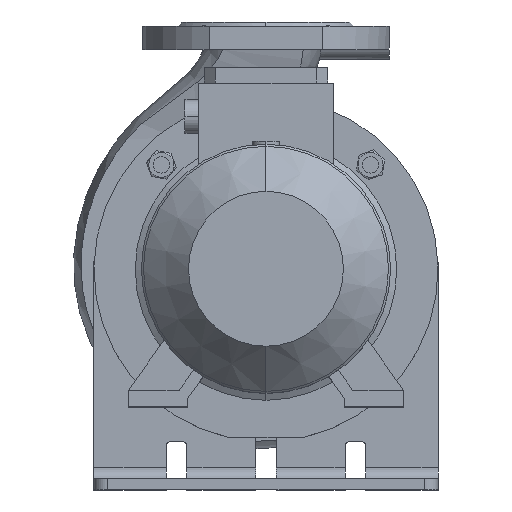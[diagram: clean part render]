
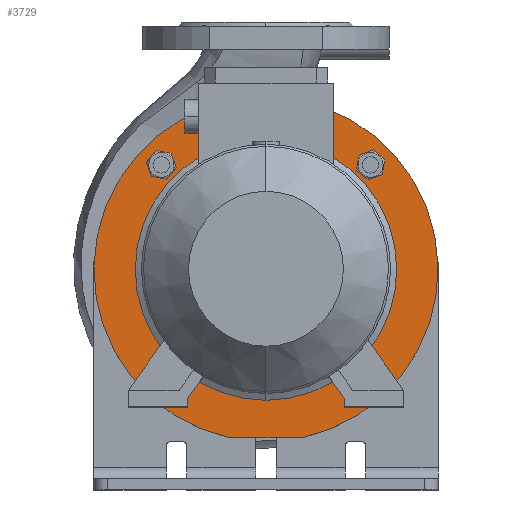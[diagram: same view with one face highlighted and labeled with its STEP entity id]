
A CAD part, top view. The second image highlights one B-rep face of the part: STEP entity #3729.
In plain terms, the highlighted planar face has unit normal (0, 0, 1).
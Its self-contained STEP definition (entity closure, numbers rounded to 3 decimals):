
#244 = DIRECTION ( 'NONE',  ( 0., -1., 0. ) ) ;
#433 = CARTESIAN_POINT ( 'NONE',  ( -76.014, -76.014, 176. ) ) ;
#651 = CARTESIAN_POINT ( 'NONE',  ( -125., -122., 176. ) ) ;
#790 = VERTEX_POINT ( 'NONE', #18661 ) ;
#1393 = DIRECTION ( 'NONE',  ( 0., 0., -1. ) ) ;
#1929 = VERTEX_POINT ( 'NONE', #50821 ) ;
#2057 = AXIS2_PLACEMENT_3D ( 'NONE', #14671, #22193, #52049 ) ;
#2089 = CARTESIAN_POINT ( 'NONE',  ( 76.014, 76.014, 176. ) ) ;
#2668 = FACE_BOUND ( 'NONE', #36291, .T. ) ;
#2823 = DIRECTION ( 'NONE',  ( 0., -1., 0. ) ) ;
#2970 = CARTESIAN_POINT ( 'NONE',  ( 76.014, -76.014, 176. ) ) ;
#3336 = VERTEX_POINT ( 'NONE', #18121 ) ;
#3729 = ADVANCED_FACE ( 'NONE', ( #2668, #46437, #51789, #16457, #23742, #5288 ), #6139, .T. ) ;
#3875 = CIRCLE ( 'NONE', #33074, 125. ) ;
#5201 = CIRCLE ( 'NONE', #2057, 9.025 ) ;
#5288 = FACE_BOUND ( 'NONE', #31418, .T. ) ;
#5878 = VERTEX_POINT ( 'NONE', #8111 ) ;
#6139 = PLANE ( 'NONE',  #43215 ) ;
#7364 = CIRCLE ( 'NONE', #34231, 9.025 ) ;
#7928 = EDGE_CURVE ( 'NONE', #22222, #1929, #23726, .T. ) ;
#8111 = CARTESIAN_POINT ( 'NONE',  ( 27.221, -122., 176. ) ) ;
#8372 = ORIENTED_EDGE ( 'NONE', *, *, #11385, .T. ) ;
#8784 = CARTESIAN_POINT ( 'NONE',  ( 0., 0., 176. ) ) ;
#8803 = CIRCLE ( 'NONE', #54082, 9.025 ) ;
#9323 = CIRCLE ( 'NONE', #12922, 9.025 ) ;
#9444 = DIRECTION ( 'NONE',  ( 0., 0., -1. ) ) ;
#9829 = DIRECTION ( 'NONE',  ( 0., -1., 0. ) ) ;
#9839 = ORIENTED_EDGE ( 'NONE', *, *, #36877, .T. ) ;
#10093 = AXIS2_PLACEMENT_3D ( 'NONE', #51976, #9444, #13662 ) ;
#10362 = CARTESIAN_POINT ( 'NONE',  ( 0., 0., 176. ) ) ;
#10910 = DIRECTION ( 'NONE',  ( 0., 0., -1. ) ) ;
#11385 = EDGE_CURVE ( 'NONE', #35717, #40343, #44142, .T. ) ;
#12101 = VERTEX_POINT ( 'NONE', #37791 ) ;
#12557 = EDGE_LOOP ( 'NONE', ( #41469, #9839 ) ) ;
#12922 = AXIS2_PLACEMENT_3D ( 'NONE', #2970, #37618, #29028 ) ;
#13662 = DIRECTION ( 'NONE',  ( 0., -1., 0. ) ) ;
#14006 = AXIS2_PLACEMENT_3D ( 'NONE', #10362, #44329, #14412 ) ;
#14322 = DIRECTION ( 'NONE',  ( 0., 0., -1. ) ) ;
#14412 = DIRECTION ( 'NONE',  ( 0., 1., 0. ) ) ;
#14671 = CARTESIAN_POINT ( 'NONE',  ( 76.014, -76.014, 176. ) ) ;
#14931 = CARTESIAN_POINT ( 'NONE',  ( 77.581, 84.902, 176. ) ) ;
#16030 = EDGE_CURVE ( 'NONE', #35863, #5878, #46004, .T. ) ;
#16457 = FACE_BOUND ( 'NONE', #12557, .T. ) ;
#16489 = EDGE_CURVE ( 'NONE', #50848, #3336, #7364, .T. ) ;
#16688 = EDGE_CURVE ( 'NONE', #21848, #790, #9323, .T. ) ;
#17381 = DIRECTION ( 'NONE',  ( 0., 1., 0. ) ) ;
#17631 = CARTESIAN_POINT ( 'NONE',  ( -76.014, 76.014, 176. ) ) ;
#18121 = CARTESIAN_POINT ( 'NONE',  ( -74.447, -67.126, 176. ) ) ;
#18548 = DIRECTION ( 'NONE',  ( 0., 0., -1. ) ) ;
#18661 = CARTESIAN_POINT ( 'NONE',  ( 67.126, -74.447, 176. ) ) ;
#18674 = EDGE_CURVE ( 'NONE', #44359, #5878, #3875, .T. ) ;
#19259 = ORIENTED_EDGE ( 'NONE', *, *, #20449, .T. ) ;
#20449 = EDGE_CURVE ( 'NONE', #3336, #50848, #8803, .T. ) ;
#21102 = ORIENTED_EDGE ( 'NONE', *, *, #41705, .T. ) ;
#21563 = CARTESIAN_POINT ( 'NONE',  ( 0., 95., 176. ) ) ;
#21848 = VERTEX_POINT ( 'NONE', #49215 ) ;
#22193 = DIRECTION ( 'NONE',  ( 0., 0., -1. ) ) ;
#22222 = VERTEX_POINT ( 'NONE', #21563 ) ;
#22799 = DIRECTION ( 'NONE',  ( 0., 1., 0. ) ) ;
#23122 = DIRECTION ( 'NONE',  ( 0., -1., 0. ) ) ;
#23726 = CIRCLE ( 'NONE', #14006, 95. ) ;
#23742 = FACE_OUTER_BOUND ( 'NONE', #39822, .T. ) ;
#25058 = AXIS2_PLACEMENT_3D ( 'NONE', #2089, #10910, #2823 ) ;
#25317 = VECTOR ( 'NONE', #46807, 1000. ) ;
#25321 = CIRCLE ( 'NONE', #10093, 9.025 ) ;
#25522 = CARTESIAN_POINT ( 'NONE',  ( 76.014, 76.014, 176. ) ) ;
#27026 = DIRECTION ( 'NONE',  ( 0., 0., 1. ) ) ;
#29028 = DIRECTION ( 'NONE',  ( 0., -1., 0. ) ) ;
#29139 = EDGE_CURVE ( 'NONE', #1929, #22222, #35556, .T. ) ;
#29444 = DIRECTION ( 'NONE',  ( 0., 0., -1. ) ) ;
#29626 = CARTESIAN_POINT ( 'NONE',  ( 74.447, 67.126, 176. ) ) ;
#29771 = EDGE_CURVE ( 'NONE', #35863, #44359, #45335, .T. ) ;
#29997 = DIRECTION ( 'NONE',  ( 0., 0., -1. ) ) ;
#31418 = EDGE_LOOP ( 'NONE', ( #53710, #38146 ) ) ;
#32378 = ORIENTED_EDGE ( 'NONE', *, *, #18674, .F. ) ;
#32824 = VERTEX_POINT ( 'NONE', #42467 ) ;
#33074 = AXIS2_PLACEMENT_3D ( 'NONE', #35535, #14322, #22799 ) ;
#33564 = EDGE_LOOP ( 'NONE', ( #21102, #50528 ) ) ;
#33615 = DIRECTION ( 'NONE',  ( 0., 0., -1. ) ) ;
#34038 = CIRCLE ( 'NONE', #38202, 9.025 ) ;
#34231 = AXIS2_PLACEMENT_3D ( 'NONE', #36034, #1393, #23122 ) ;
#35535 = CARTESIAN_POINT ( 'NONE',  ( 0., 0., 176. ) ) ;
#35556 = CIRCLE ( 'NONE', #50486, 95. ) ;
#35717 = VERTEX_POINT ( 'NONE', #14931 ) ;
#35863 = VERTEX_POINT ( 'NONE', #37786 ) ;
#36034 = CARTESIAN_POINT ( 'NONE',  ( -76.014, -76.014, 176. ) ) ;
#36291 = EDGE_LOOP ( 'NONE', ( #37089, #8372 ) ) ;
#36877 = EDGE_CURVE ( 'NONE', #12101, #32824, #25321, .T. ) ;
#37089 = ORIENTED_EDGE ( 'NONE', *, *, #42437, .T. ) ;
#37618 = DIRECTION ( 'NONE',  ( 0., 0., -1. ) ) ;
#37786 = CARTESIAN_POINT ( 'NONE',  ( -27.221, -122., 176. ) ) ;
#37791 = CARTESIAN_POINT ( 'NONE',  ( -84.902, 77.581, 176. ) ) ;
#37857 = CARTESIAN_POINT ( 'NONE',  ( 0., 0., 176. ) ) ;
#37903 = ORIENTED_EDGE ( 'NONE', *, *, #16489, .T. ) ;
#38016 = ORIENTED_EDGE ( 'NONE', *, *, #29771, .F. ) ;
#38146 = ORIENTED_EDGE ( 'NONE', *, *, #29139, .T. ) ;
#38202 = AXIS2_PLACEMENT_3D ( 'NONE', #17631, #18548, #43531 ) ;
#39822 = EDGE_LOOP ( 'NONE', ( #54441, #32378, #38016 ) ) ;
#39944 = CARTESIAN_POINT ( 'NONE',  ( -77.581, -84.902, 176. ) ) ;
#40343 = VERTEX_POINT ( 'NONE', #29626 ) ;
#40986 = CARTESIAN_POINT ( 'NONE',  ( 0., 125., 176. ) ) ;
#41469 = ORIENTED_EDGE ( 'NONE', *, *, #53348, .T. ) ;
#41705 = EDGE_CURVE ( 'NONE', #790, #21848, #5201, .T. ) ;
#42437 = EDGE_CURVE ( 'NONE', #40343, #35717, #52902, .T. ) ;
#42467 = CARTESIAN_POINT ( 'NONE',  ( -67.126, 74.447, 176. ) ) ;
#43215 = AXIS2_PLACEMENT_3D ( 'NONE', #43610, #27026, #9829 ) ;
#43531 = DIRECTION ( 'NONE',  ( 0., -1., 0. ) ) ;
#43610 = CARTESIAN_POINT ( 'NONE',  ( 0., 125., 176. ) ) ;
#44142 = CIRCLE ( 'NONE', #54093, 9.025 ) ;
#44329 = DIRECTION ( 'NONE',  ( 0., 0., -1. ) ) ;
#44359 = VERTEX_POINT ( 'NONE', #40986 ) ;
#45335 = CIRCLE ( 'NONE', #48052, 125. ) ;
#46004 = LINE ( 'NONE', #651, #25317 ) ;
#46437 = FACE_BOUND ( 'NONE', #33564, .T. ) ;
#46569 = DIRECTION ( 'NONE',  ( 0., 1., 0. ) ) ;
#46593 = DIRECTION ( 'NONE',  ( 0., -1., 0. ) ) ;
#46807 = DIRECTION ( 'NONE',  ( 1., 0., 0. ) ) ;
#47010 = DIRECTION ( 'NONE',  ( 0., 0., -1. ) ) ;
#48052 = AXIS2_PLACEMENT_3D ( 'NONE', #8784, #47010, #17381 ) ;
#49215 = CARTESIAN_POINT ( 'NONE',  ( 84.902, -77.581, 176. ) ) ;
#50486 = AXIS2_PLACEMENT_3D ( 'NONE', #37857, #29444, #46569 ) ;
#50528 = ORIENTED_EDGE ( 'NONE', *, *, #16688, .T. ) ;
#50821 = CARTESIAN_POINT ( 'NONE',  ( 0., -95., 176. ) ) ;
#50848 = VERTEX_POINT ( 'NONE', #39944 ) ;
#50849 = EDGE_LOOP ( 'NONE', ( #19259, #37903 ) ) ;
#51789 = FACE_BOUND ( 'NONE', #50849, .T. ) ;
#51976 = CARTESIAN_POINT ( 'NONE',  ( -76.014, 76.014, 176. ) ) ;
#52049 = DIRECTION ( 'NONE',  ( 0., -1., 0. ) ) ;
#52902 = CIRCLE ( 'NONE', #25058, 9.025 ) ;
#53348 = EDGE_CURVE ( 'NONE', #32824, #12101, #34038, .T. ) ;
#53710 = ORIENTED_EDGE ( 'NONE', *, *, #7928, .T. ) ;
#54082 = AXIS2_PLACEMENT_3D ( 'NONE', #433, #33615, #46593 ) ;
#54093 = AXIS2_PLACEMENT_3D ( 'NONE', #25522, #29997, #244 ) ;
#54441 = ORIENTED_EDGE ( 'NONE', *, *, #16030, .T. ) ;
